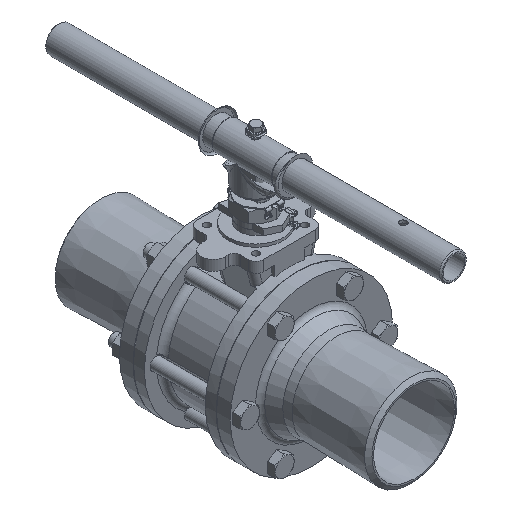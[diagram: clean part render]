
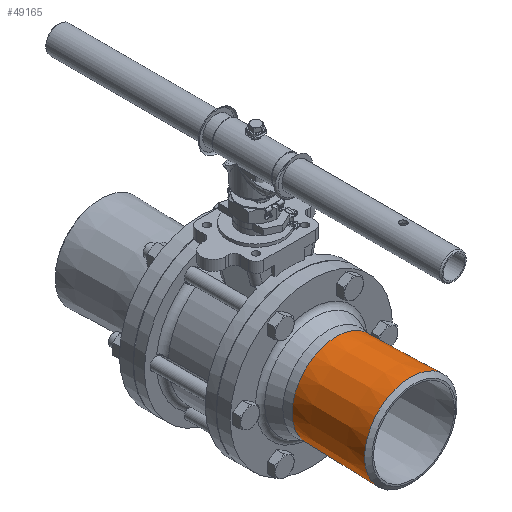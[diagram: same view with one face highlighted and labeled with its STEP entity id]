
A CAD part, isometric view. The second image highlights one B-rep face of the part: STEP entity #49165.
In plain terms, the highlighted conical face has half-angle 1.429 degrees and reference radius 45.731 mm.
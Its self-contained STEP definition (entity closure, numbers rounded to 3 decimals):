
#49048 = CONICAL_SURFACE('',#49049,44.549,0.916);
#49049 = AXIS2_PLACEMENT_3D('',#49050,#49051,#49052);
#49050 = CARTESIAN_POINT('',(0.,-157.903,
    0.));
#49051 = DIRECTION('',(0.,1.,0.));
#49052 = DIRECTION('',(-1.,0.,0.));
#49114 = EDGE_CURVE('',#49115,#49115,#49117,.T.);
#49115 = VERTEX_POINT('',#49116);
#49116 = CARTESIAN_POINT('',(46.666,-156.278,
    0.));
#49117 = SURFACE_CURVE('',#49118,(#49123,#49130),.PCURVE_S1.);
#49118 = CIRCLE('',#49119,46.666);
#49119 = AXIS2_PLACEMENT_3D('',#49120,#49121,#49122);
#49120 = CARTESIAN_POINT('',(0.,-156.278,
    0.));
#49121 = DIRECTION('',(-0.,1.,0.));
#49122 = DIRECTION('',(1.,0.,0.));
#49123 = PCURVE('',#49048,#49124);
#49124 = DEFINITIONAL_REPRESENTATION('',(#49125),#49129);
#49125 = LINE('',#49126,#49127);
#49126 = CARTESIAN_POINT('',(-3.142,1.624));
#49127 = VECTOR('',#49128,1.);
#49128 = DIRECTION('',(1.,0.));
#49129 = ( GEOMETRIC_REPRESENTATION_CONTEXT(2) 
PARAMETRIC_REPRESENTATION_CONTEXT() REPRESENTATION_CONTEXT('2D SPACE',''
  ) );
#49130 = PCURVE('',#49131,#49136);
#49131 = CONICAL_SURFACE('',#49132,45.731,0.025);
#49132 = AXIS2_PLACEMENT_3D('',#49133,#49134,#49135);
#49133 = CARTESIAN_POINT('',(0.,-118.809,
    0.));
#49134 = DIRECTION('',(0.,-1.,0.));
#49135 = DIRECTION('',(-1.,0.,0.));
#49136 = DEFINITIONAL_REPRESENTATION('',(#49137),#49141);
#49137 = LINE('',#49138,#49139);
#49138 = CARTESIAN_POINT('',(9.425,37.469));
#49139 = VECTOR('',#49140,1.);
#49140 = DIRECTION('',(-1.,0.));
#49141 = ( GEOMETRIC_REPRESENTATION_CONTEXT(2) 
PARAMETRIC_REPRESENTATION_CONTEXT() REPRESENTATION_CONTEXT('2D SPACE',''
  ) );
#49165 = ADVANCED_FACE('',(#49166),#49131,.T.);
#49166 = FACE_BOUND('',#49167,.T.);
#49167 = EDGE_LOOP('',(#49168,#49199,#49221,#49242,#49243));
#49168 = ORIENTED_EDGE('',*,*,#49169,.F.);
#49169 = EDGE_CURVE('',#49170,#49172,#49174,.T.);
#49170 = VERTEX_POINT('',#49171);
#49171 = CARTESIAN_POINT('',(0.,-81.341,
    -44.797));
#49172 = VERTEX_POINT('',#49173);
#49173 = CARTESIAN_POINT('',(44.797,-81.341,
    0.));
#49174 = SURFACE_CURVE('',#49175,(#49180,#49187),.PCURVE_S1.);
#49175 = CIRCLE('',#49176,44.797);
#49176 = AXIS2_PLACEMENT_3D('',#49177,#49178,#49179);
#49177 = CARTESIAN_POINT('',(0.,-81.341,
    0.));
#49178 = DIRECTION('',(0.,1.,0.));
#49179 = DIRECTION('',(0.,0.,1.));
#49180 = PCURVE('',#49131,#49181);
#49181 = DEFINITIONAL_REPRESENTATION('',(#49182),#49186);
#49182 = LINE('',#49183,#49184);
#49183 = CARTESIAN_POINT('',(10.996,-37.469));
#49184 = VECTOR('',#49185,1.);
#49185 = DIRECTION('',(-1.,0.));
#49186 = ( GEOMETRIC_REPRESENTATION_CONTEXT(2) 
PARAMETRIC_REPRESENTATION_CONTEXT() REPRESENTATION_CONTEXT('2D SPACE',''
  ) );
#49187 = PCURVE('',#49188,#49193);
#49188 = CONICAL_SURFACE('',#49189,45.18,0.087);
#49189 = AXIS2_PLACEMENT_3D('',#49190,#49191,#49192);
#49190 = CARTESIAN_POINT('',(0.,-76.965,
    0.));
#49191 = DIRECTION('',(0.,1.,0.));
#49192 = DIRECTION('',(0.,0.,1.));
#49193 = DEFINITIONAL_REPRESENTATION('',(#49194),#49198);
#49194 = LINE('',#49195,#49196);
#49195 = CARTESIAN_POINT('',(-6.283,-4.375));
#49196 = VECTOR('',#49197,1.);
#49197 = DIRECTION('',(1.,0.));
#49198 = ( GEOMETRIC_REPRESENTATION_CONTEXT(2) 
PARAMETRIC_REPRESENTATION_CONTEXT() REPRESENTATION_CONTEXT('2D SPACE',''
  ) );
#49199 = ORIENTED_EDGE('',*,*,#49200,.F.);
#49200 = EDGE_CURVE('',#49172,#49170,#49201,.T.);
#49201 = SURFACE_CURVE('',#49202,(#49207,#49214),.PCURVE_S1.);
#49202 = CIRCLE('',#49203,44.797);
#49203 = AXIS2_PLACEMENT_3D('',#49204,#49205,#49206);
#49204 = CARTESIAN_POINT('',(0.,-81.341,
    0.));
#49205 = DIRECTION('',(0.,1.,0.));
#49206 = DIRECTION('',(0.,0.,1.));
#49207 = PCURVE('',#49131,#49208);
#49208 = DEFINITIONAL_REPRESENTATION('',(#49209),#49213);
#49209 = LINE('',#49210,#49211);
#49210 = CARTESIAN_POINT('',(10.996,-37.469));
#49211 = VECTOR('',#49212,1.);
#49212 = DIRECTION('',(-1.,0.));
#49213 = ( GEOMETRIC_REPRESENTATION_CONTEXT(2) 
PARAMETRIC_REPRESENTATION_CONTEXT() REPRESENTATION_CONTEXT('2D SPACE',''
  ) );
#49214 = PCURVE('',#49188,#49215);
#49215 = DEFINITIONAL_REPRESENTATION('',(#49216),#49220);
#49216 = LINE('',#49217,#49218);
#49217 = CARTESIAN_POINT('',(0.,-4.375));
#49218 = VECTOR('',#49219,1.);
#49219 = DIRECTION('',(1.,0.));
#49220 = ( GEOMETRIC_REPRESENTATION_CONTEXT(2) 
PARAMETRIC_REPRESENTATION_CONTEXT() REPRESENTATION_CONTEXT('2D SPACE',''
  ) );
#49221 = ORIENTED_EDGE('',*,*,#49222,.T.);
#49222 = EDGE_CURVE('',#49172,#49115,#49223,.T.);
#49223 = SEAM_CURVE('',#49224,(#49228,#49235),.PCURVE_S1.);
#49224 = LINE('',#49225,#49226);
#49225 = CARTESIAN_POINT('',(45.731,-118.809,
    0.));
#49226 = VECTOR('',#49227,1.);
#49227 = DIRECTION('',(0.025,-1.,
    0.));
#49228 = PCURVE('',#49131,#49229);
#49229 = DEFINITIONAL_REPRESENTATION('',(#49230),#49234);
#49230 = LINE('',#49231,#49232);
#49231 = CARTESIAN_POINT('',(9.425,0.));
#49232 = VECTOR('',#49233,1.);
#49233 = DIRECTION('',(0.,1.));
#49234 = ( GEOMETRIC_REPRESENTATION_CONTEXT(2) 
PARAMETRIC_REPRESENTATION_CONTEXT() REPRESENTATION_CONTEXT('2D SPACE',''
  ) );
#49235 = PCURVE('',#49131,#49236);
#49236 = DEFINITIONAL_REPRESENTATION('',(#49237),#49241);
#49237 = LINE('',#49238,#49239);
#49238 = CARTESIAN_POINT('',(3.142,0.));
#49239 = VECTOR('',#49240,1.);
#49240 = DIRECTION('',(0.,1.));
#49241 = ( GEOMETRIC_REPRESENTATION_CONTEXT(2) 
PARAMETRIC_REPRESENTATION_CONTEXT() REPRESENTATION_CONTEXT('2D SPACE',''
  ) );
#49242 = ORIENTED_EDGE('',*,*,#49114,.T.);
#49243 = ORIENTED_EDGE('',*,*,#49222,.F.);
